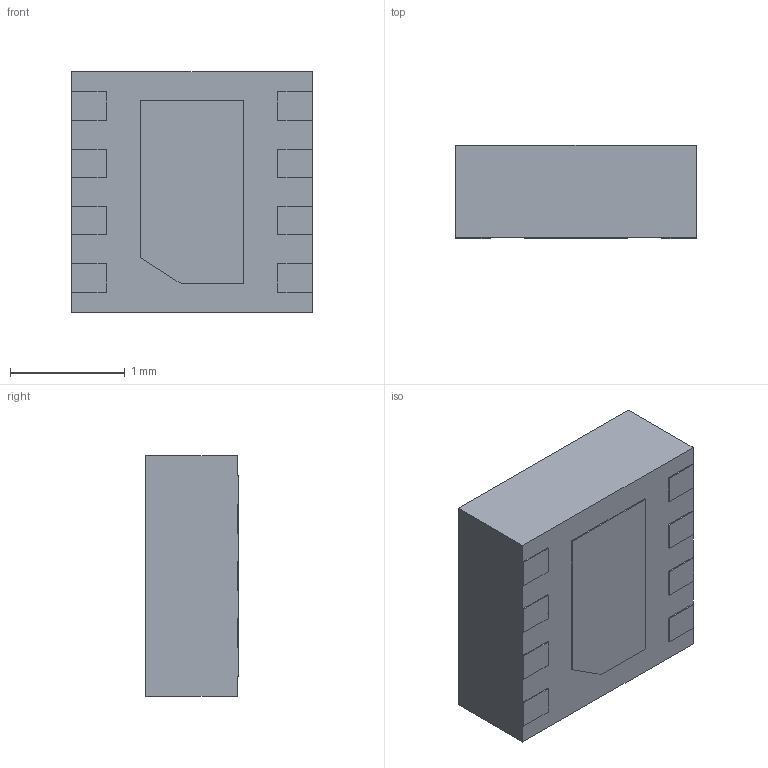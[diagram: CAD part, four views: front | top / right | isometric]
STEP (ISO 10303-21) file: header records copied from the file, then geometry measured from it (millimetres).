
FILE_DESCRIPTION (( 'STEP AP214' ), '1' );
FILE_NAME ('WFDN8.STEP', '2018-08-31T22:34:41', ( '' ), ( '' ), 'SwSTEP 2.0', 'SolidWorks 2015', '' );
FILE_SCHEMA (( 'AUTOMOTIVE_DESIGN' ));
Length unit declared in the file: millimetre
Products named in the file (1): WFDN8
Bounding box: 2.1 x 0.81 x 2.1 mm (x, y, z)
Volume: 3.5 mm3; surface area: 15.8 mm2
Topology: 1 solids, 1 shells, 118 faces, 318 edges, 212 vertices
Faces by surface type: plane 92, bspline 24, cylinder 2
Entity records: 6286 total; most frequent: CARTESIAN_POINT 2145, ORIENTED_EDGE 636, DIRECTION 464, EDGE_CURVE 318, VECTOR 266, LINE 266, VERTEX_POINT 212, EDGE_LOOP 128
